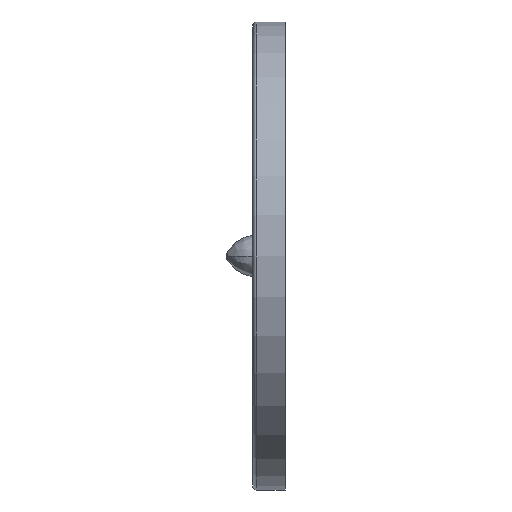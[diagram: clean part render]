
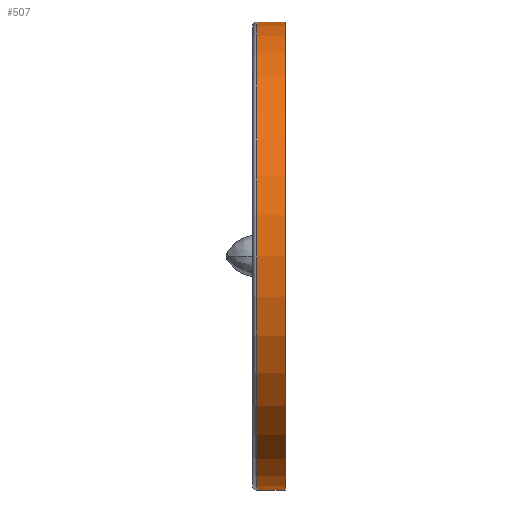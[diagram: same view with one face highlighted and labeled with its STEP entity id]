
A CAD part, left-side view. The second image highlights one B-rep face of the part: STEP entity #507.
In plain terms, the highlighted cylindrical face has radius 59.1 mm (diameter 118.2 mm), a partial arc.
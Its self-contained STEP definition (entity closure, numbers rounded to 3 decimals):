
#163 = AXIS2_PLACEMENT_3D ( 'NONE', #1792, #1608, #1814 ) ;
#169 = AXIS2_PLACEMENT_3D ( 'NONE', #1349, #1170, #732 ) ;
#292 = VECTOR ( 'NONE', #906, 1000. ) ;
#336 = DIRECTION ( 'NONE',  ( 0., -1., 0. ) ) ;
#507 = ADVANCED_FACE ( 'NONE', ( #534 ), #1767, .T. ) ;
#534 = FACE_OUTER_BOUND ( 'NONE', #1283, .T. ) ;
#542 = AXIS2_PLACEMENT_3D ( 'NONE', #1362, #985, #2174 ) ;
#559 = CARTESIAN_POINT ( 'NONE',  ( 0., 0., -59.1 ) ) ;
#575 = CARTESIAN_POINT ( 'NONE',  ( 0., 7.2, 59.1 ) ) ;
#714 = EDGE_CURVE ( 'NONE', #1849, #1770, #1272, .T. ) ;
#732 = DIRECTION ( 'NONE',  ( 0., 0., -1. ) ) ;
#906 = DIRECTION ( 'NONE',  ( 0., -1., 0. ) ) ;
#985 = DIRECTION ( 'NONE',  ( 0., 1., 0. ) ) ;
#1021 = ORIENTED_EDGE ( 'NONE', *, *, #2432, .T. ) ;
#1079 = CARTESIAN_POINT ( 'NONE',  ( 0., 8.2, -59.1 ) ) ;
#1098 = EDGE_CURVE ( 'NONE', #1515, #1120, #1865, .T. ) ;
#1120 = VERTEX_POINT ( 'NONE', #2084 ) ;
#1170 = DIRECTION ( 'NONE',  ( 0., -1., 0. ) ) ;
#1272 = LINE ( 'NONE', #1079, #292 ) ;
#1277 = CIRCLE ( 'NONE', #163, 59.1 ) ;
#1283 = EDGE_LOOP ( 'NONE', ( #1821, #1021, #2532, #2100 ) ) ;
#1349 = CARTESIAN_POINT ( 'NONE',  ( 0., 8.2, 0. ) ) ;
#1362 = CARTESIAN_POINT ( 'NONE',  ( 0., 0., 0. ) ) ;
#1515 = VERTEX_POINT ( 'NONE', #575 ) ;
#1542 = VECTOR ( 'NONE', #336, 1000. ) ;
#1608 = DIRECTION ( 'NONE',  ( 0., -1., 0. ) ) ;
#1767 = CYLINDRICAL_SURFACE ( 'NONE', #169, 59.1 ) ;
#1768 = CARTESIAN_POINT ( 'NONE',  ( 0., 7.2, -59.1 ) ) ;
#1770 = VERTEX_POINT ( 'NONE', #559 ) ;
#1792 = CARTESIAN_POINT ( 'NONE',  ( 0., 7.2, 0. ) ) ;
#1814 = DIRECTION ( 'NONE',  ( 0., 0., 1. ) ) ;
#1821 = ORIENTED_EDGE ( 'NONE', *, *, #1098, .F. ) ;
#1849 = VERTEX_POINT ( 'NONE', #1768 ) ;
#1851 = EDGE_CURVE ( 'NONE', #1770, #1120, #2033, .T. ) ;
#1865 = LINE ( 'NONE', #2096, #1542 ) ;
#2033 = CIRCLE ( 'NONE', #542, 59.1 ) ;
#2084 = CARTESIAN_POINT ( 'NONE',  ( 0., 0., 59.1 ) ) ;
#2096 = CARTESIAN_POINT ( 'NONE',  ( 0., 8.2, 59.1 ) ) ;
#2100 = ORIENTED_EDGE ( 'NONE', *, *, #1851, .T. ) ;
#2174 = DIRECTION ( 'NONE',  ( 0., 0., 1. ) ) ;
#2432 = EDGE_CURVE ( 'NONE', #1515, #1849, #1277, .T. ) ;
#2532 = ORIENTED_EDGE ( 'NONE', *, *, #714, .T. ) ;
